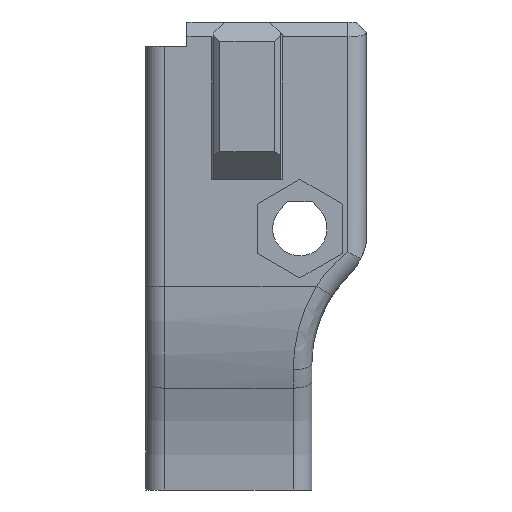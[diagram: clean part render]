
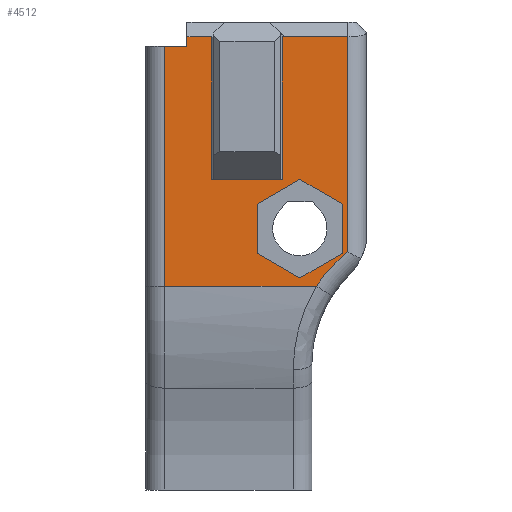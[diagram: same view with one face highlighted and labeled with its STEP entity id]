
A CAD part, left-side view. The second image highlights one B-rep face of the part: STEP entity #4512.
In plain terms, the highlighted planar face has unit normal (-1, 0, 0).
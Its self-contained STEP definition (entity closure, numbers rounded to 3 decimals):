
#161=FACE_BOUND('',#578,.T.);
#169=PLANE('',#4792);
#328=FACE_OUTER_BOUND('',#577,.T.);
#577=EDGE_LOOP('',(#3064,#3065,#3066,#3067,#3068,#3069,#3070,#3071,#3072,
#3073,#3074));
#578=EDGE_LOOP('',(#3075,#3076,#3077,#3078,#3079,#3080));
#832=LINE('',#6470,#1283);
#833=LINE('',#6485,#1284);
#834=LINE('',#6489,#1285);
#835=LINE('',#6491,#1286);
#836=LINE('',#6493,#1287);
#837=LINE('',#6495,#1288);
#838=LINE('',#6497,#1289);
#839=LINE('',#6499,#1290);
#840=LINE('',#6501,#1291);
#841=LINE('',#6502,#1292);
#842=LINE('',#6505,#1293);
#843=LINE('',#6507,#1294);
#844=LINE('',#6509,#1295);
#845=LINE('',#6511,#1296);
#846=LINE('',#6513,#1297);
#847=LINE('',#6514,#1298);
#1283=VECTOR('',#5199,10.);
#1284=VECTOR('',#5218,10.);
#1285=VECTOR('',#5221,10.);
#1286=VECTOR('',#5222,10.);
#1287=VECTOR('',#5223,10.);
#1288=VECTOR('',#5224,10.);
#1289=VECTOR('',#5225,10.);
#1290=VECTOR('',#5226,10.);
#1291=VECTOR('',#5227,10.);
#1292=VECTOR('',#5228,10.);
#1293=VECTOR('',#5229,10.);
#1294=VECTOR('',#5230,10.);
#1295=VECTOR('',#5231,10.);
#1296=VECTOR('',#5232,10.);
#1297=VECTOR('',#5233,10.);
#1298=VECTOR('',#5234,10.);
#1741=CIRCLE('',#4793,9.2);
#1887=VERTEX_POINT('',#6463);
#1890=VERTEX_POINT('',#6468);
#1895=VERTEX_POINT('',#6484);
#1896=VERTEX_POINT('',#6486);
#1897=VERTEX_POINT('',#6488);
#1898=VERTEX_POINT('',#6490);
#1899=VERTEX_POINT('',#6492);
#1900=VERTEX_POINT('',#6494);
#1901=VERTEX_POINT('',#6496);
#1902=VERTEX_POINT('',#6498);
#1903=VERTEX_POINT('',#6500);
#1904=VERTEX_POINT('',#6503);
#1905=VERTEX_POINT('',#6504);
#1906=VERTEX_POINT('',#6506);
#1907=VERTEX_POINT('',#6508);
#1908=VERTEX_POINT('',#6510);
#1909=VERTEX_POINT('',#6512);
#2350=EDGE_CURVE('',#1890,#1887,#832,.T.);
#2357=EDGE_CURVE('',#1895,#1890,#833,.T.);
#2358=EDGE_CURVE('',#1896,#1895,#1741,.T.);
#2359=EDGE_CURVE('',#1897,#1896,#834,.T.);
#2360=EDGE_CURVE('',#1898,#1897,#835,.F.);
#2361=EDGE_CURVE('',#1899,#1898,#836,.T.);
#2362=EDGE_CURVE('',#1899,#1900,#837,.T.);
#2363=EDGE_CURVE('',#1901,#1900,#838,.T.);
#2364=EDGE_CURVE('',#1902,#1901,#839,.F.);
#2365=EDGE_CURVE('',#1902,#1903,#840,.T.);
#2366=EDGE_CURVE('',#1903,#1887,#841,.T.);
#2367=EDGE_CURVE('',#1904,#1905,#842,.T.);
#2368=EDGE_CURVE('',#1905,#1906,#843,.T.);
#2369=EDGE_CURVE('',#1906,#1907,#844,.T.);
#2370=EDGE_CURVE('',#1907,#1908,#845,.T.);
#2371=EDGE_CURVE('',#1908,#1909,#846,.T.);
#2372=EDGE_CURVE('',#1909,#1904,#847,.T.);
#3064=ORIENTED_EDGE('',*,*,#2350,.F.);
#3065=ORIENTED_EDGE('',*,*,#2357,.F.);
#3066=ORIENTED_EDGE('',*,*,#2358,.F.);
#3067=ORIENTED_EDGE('',*,*,#2359,.F.);
#3068=ORIENTED_EDGE('',*,*,#2360,.F.);
#3069=ORIENTED_EDGE('',*,*,#2361,.F.);
#3070=ORIENTED_EDGE('',*,*,#2362,.T.);
#3071=ORIENTED_EDGE('',*,*,#2363,.F.);
#3072=ORIENTED_EDGE('',*,*,#2364,.F.);
#3073=ORIENTED_EDGE('',*,*,#2365,.T.);
#3074=ORIENTED_EDGE('',*,*,#2366,.T.);
#3075=ORIENTED_EDGE('',*,*,#2367,.T.);
#3076=ORIENTED_EDGE('',*,*,#2368,.T.);
#3077=ORIENTED_EDGE('',*,*,#2369,.T.);
#3078=ORIENTED_EDGE('',*,*,#2370,.T.);
#3079=ORIENTED_EDGE('',*,*,#2371,.T.);
#3080=ORIENTED_EDGE('',*,*,#2372,.T.);
#4512=ADVANCED_FACE('',(#328,#161),#169,.T.);
#4792=AXIS2_PLACEMENT_3D('',#6483,#5216,#5217);
#4793=AXIS2_PLACEMENT_3D('',#6487,#5219,#5220);
#5199=DIRECTION('',(0.,0.,1.));
#5216=DIRECTION('center_axis',(-1.,0.,0.));
#5217=DIRECTION('ref_axis',(0.,1.,0.));
#5218=DIRECTION('',(0.,1.,0.));
#5219=DIRECTION('center_axis',(-1.,0.,0.));
#5220=DIRECTION('ref_axis',(0.,0.747,0.665));
#5221=DIRECTION('',(0.,0.,-1.));
#5222=DIRECTION('',(0.,1.,0.));
#5223=DIRECTION('',(0.,0.,1.));
#5224=DIRECTION('',(0.,1.,0.));
#5225=DIRECTION('',(0.,0.,-1.));
#5226=DIRECTION('',(0.,1.,0.));
#5227=DIRECTION('',(0.,0.,-1.));
#5228=DIRECTION('',(0.,1.,0.));
#5229=DIRECTION('',(0.,0.866,-0.5));
#5230=DIRECTION('',(0.,0.866,0.5));
#5231=DIRECTION('',(0.,0.,1.));
#5232=DIRECTION('',(0.,-0.866,0.5));
#5233=DIRECTION('',(0.,-0.866,-0.5));
#5234=DIRECTION('',(0.,0.,-1.));
#6463=CARTESIAN_POINT('',(0.2,-8.225,62.435));
#6468=CARTESIAN_POINT('',(0.2,-8.225,46.965));
#6470=CARTESIAN_POINT('',(0.2,-8.225,63.835));
#6483=CARTESIAN_POINT('Origin',(0.2,-21.225,63.835));
#6484=CARTESIAN_POINT('',(0.2,-18.011,46.965));
#6485=CARTESIAN_POINT('',(0.2,-14.05,46.965));
#6486=CARTESIAN_POINT('',(0.2,-20.025,49.172));
#6487=CARTESIAN_POINT('Origin',(0.2,-25.725,41.951));
#6488=CARTESIAN_POINT('',(0.2,-20.025,63.035));
#6489=CARTESIAN_POINT('',(0.2,-20.025,63.835));
#6490=CARTESIAN_POINT('',(0.2,-15.825,63.035));
#6491=CARTESIAN_POINT('',(0.2,-19.481,63.035));
#6492=CARTESIAN_POINT('',(0.2,-15.825,53.835));
#6493=CARTESIAN_POINT('',(0.2,-15.825,63.835));
#6494=CARTESIAN_POINT('',(0.2,-11.275,53.835));
#6495=CARTESIAN_POINT('',(0.2,-17.388,53.835));
#6496=CARTESIAN_POINT('',(0.2,-11.275,63.035));
#6497=CARTESIAN_POINT('',(0.2,-11.275,63.835));
#6498=CARTESIAN_POINT('',(0.2,-9.675,63.035));
#6499=CARTESIAN_POINT('',(0.2,-19.481,63.035));
#6500=CARTESIAN_POINT('',(0.2,-9.675,62.435));
#6501=CARTESIAN_POINT('',(0.2,-9.675,63.835));
#6502=CARTESIAN_POINT('',(0.2,-15.45,62.435));
#6503=CARTESIAN_POINT('',(0.2,-19.7,49.082));
#6504=CARTESIAN_POINT('',(0.2,-16.95,47.495));
#6505=CARTESIAN_POINT('',(0.2,-23.466,51.257));
#6506=CARTESIAN_POINT('',(0.2,-14.2,49.082));
#6507=CARTESIAN_POINT('',(0.2,-15.015,48.612));
#6508=CARTESIAN_POINT('',(0.2,-14.2,52.258));
#6509=CARTESIAN_POINT('',(0.2,-14.2,56.459));
#6510=CARTESIAN_POINT('',(0.2,-16.95,53.845));
#6511=CARTESIAN_POINT('',(0.2,-19.341,55.226));
#6512=CARTESIAN_POINT('',(0.2,-19.7,52.258));
#6513=CARTESIAN_POINT('',(0.2,-16.39,54.169));
#6514=CARTESIAN_POINT('',(0.2,-19.7,58.046));
